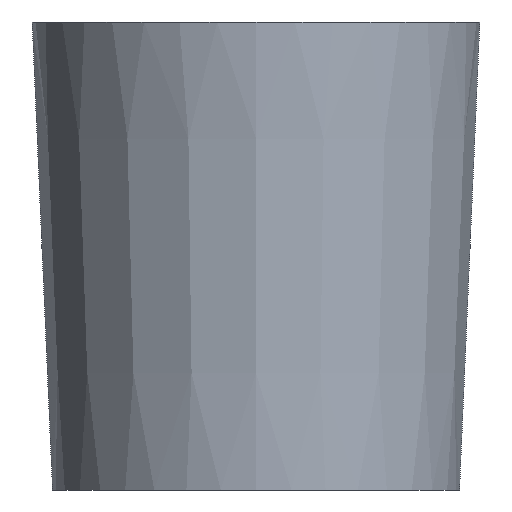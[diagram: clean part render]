
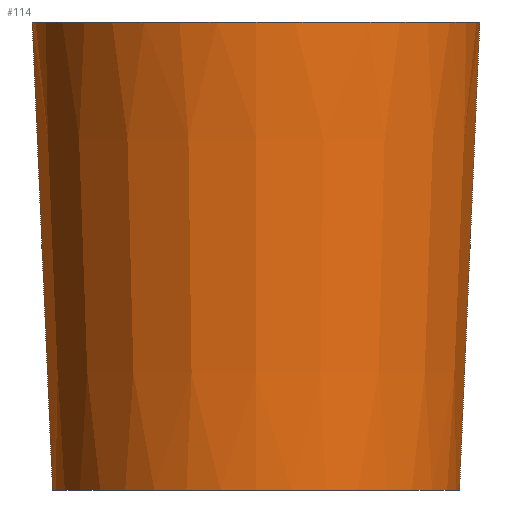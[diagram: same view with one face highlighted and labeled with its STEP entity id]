
A CAD part, front view. The second image highlights one B-rep face of the part: STEP entity #114.
In plain terms, the highlighted conical face has half-angle 2.49 degrees and reference radius 10 mm.
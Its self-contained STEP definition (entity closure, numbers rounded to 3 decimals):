
#1 = CARTESIAN_POINT ( 'NONE',  ( 10., 0., 0. ) ) ;
#2 = VECTOR ( 'NONE', #183, 1000. ) ;
#3 = CARTESIAN_POINT ( 'NONE',  ( 0., 0., 23. ) ) ;
#10 = VERTEX_POINT ( 'NONE', #76 ) ;
#14 = VERTEX_POINT ( 'NONE', #188 ) ;
#15 = ORIENTED_EDGE ( 'NONE', *, *, #81, .T. ) ;
#17 = CARTESIAN_POINT ( 'NONE',  ( -11., 0., 23. ) ) ;
#21 = DIRECTION ( 'NONE',  ( 0., 0., 1. ) ) ;
#47 = VERTEX_POINT ( 'NONE', #17 ) ;
#56 = DIRECTION ( 'NONE',  ( 0., 0., 1. ) ) ;
#70 = CARTESIAN_POINT ( 'NONE',  ( 0., 0., 0. ) ) ;
#72 = VECTOR ( 'NONE', #168, 1000. ) ;
#74 = CONICAL_SURFACE ( 'NONE', #87, 10., 0.043 ) ;
#76 = CARTESIAN_POINT ( 'NONE',  ( 10., 0., 0. ) ) ;
#77 = EDGE_CURVE ( 'NONE', #109, #47, #116, .T. ) ;
#79 = EDGE_LOOP ( 'NONE', ( #122, #92, #15, #158 ) ) ;
#80 = CARTESIAN_POINT ( 'NONE',  ( -10., 0., 0. ) ) ;
#81 = EDGE_CURVE ( 'NONE', #10, #14, #96, .T. ) ;
#85 = DIRECTION ( 'NONE',  ( 1., 0., 0. ) ) ;
#87 = AXIS2_PLACEMENT_3D ( 'NONE', #70, #102, #118 ) ;
#91 = CIRCLE ( 'NONE', #157, 10. ) ;
#92 = ORIENTED_EDGE ( 'NONE', *, *, #187, .T. ) ;
#96 = LINE ( 'NONE', #1, #72 ) ;
#102 = DIRECTION ( 'NONE',  ( 0., 0., 1. ) ) ;
#109 = VERTEX_POINT ( 'NONE', #148 ) ;
#113 = CARTESIAN_POINT ( 'NONE',  ( 0., 0., 0. ) ) ;
#114 = ADVANCED_FACE ( 'NONE', ( #180 ), #74, .T. ) ;
#116 = LINE ( 'NONE', #80, #2 ) ;
#118 = DIRECTION ( 'NONE',  ( 1., 0., 0. ) ) ;
#122 = ORIENTED_EDGE ( 'NONE', *, *, #77, .F. ) ;
#125 = EDGE_CURVE ( 'NONE', #47, #14, #171, .T. ) ;
#145 = AXIS2_PLACEMENT_3D ( 'NONE', #3, #56, #214 ) ;
#148 = CARTESIAN_POINT ( 'NONE',  ( -10., 0., 0. ) ) ;
#157 = AXIS2_PLACEMENT_3D ( 'NONE', #113, #21, #85 ) ;
#158 = ORIENTED_EDGE ( 'NONE', *, *, #125, .F. ) ;
#168 = DIRECTION ( 'NONE',  ( 0.043, 0., 0.999 ) ) ;
#171 = CIRCLE ( 'NONE', #145, 11. ) ;
#180 = FACE_OUTER_BOUND ( 'NONE', #79, .T. ) ;
#183 = DIRECTION ( 'NONE',  ( -0.043, 0., 0.999 ) ) ;
#187 = EDGE_CURVE ( 'NONE', #109, #10, #91, .T. ) ;
#188 = CARTESIAN_POINT ( 'NONE',  ( 11., 0., 23. ) ) ;
#214 = DIRECTION ( 'NONE',  ( 1., 0., 0. ) ) ;
